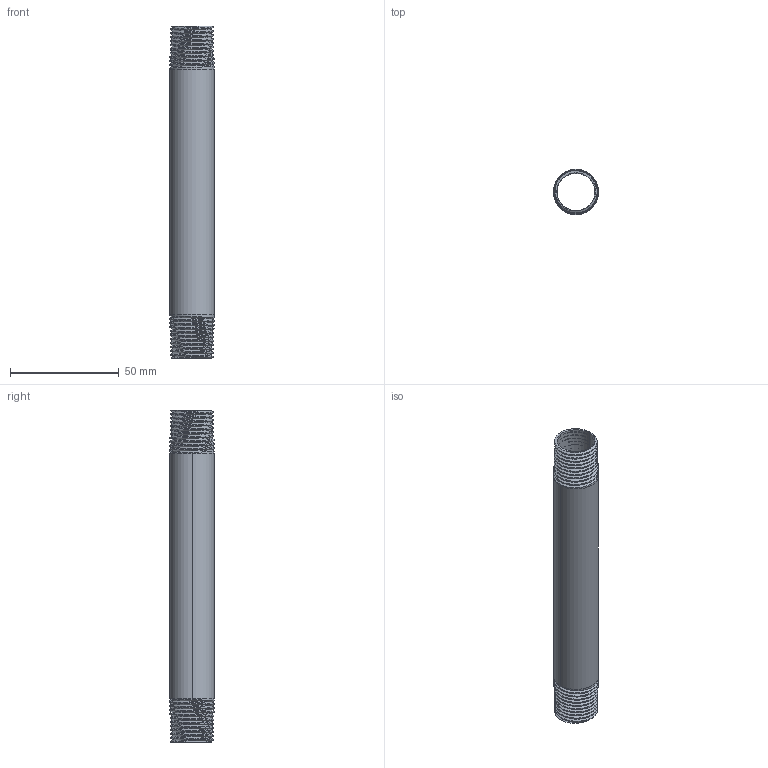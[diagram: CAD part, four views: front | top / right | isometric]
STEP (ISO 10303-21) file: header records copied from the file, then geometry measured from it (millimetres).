
FILE_DESCRIPTION((''),'2;1');
FILE_NAME('448_ASM','2010-12-15T',('project'),(''),'PRO/ENGINEER BY PARAMETRIC TECHNOLOGY CORPORATION, 2009300','PRO/ENGINEER BY PARAMETRIC TECHNOLOGY CORPORATION, 2009300','');
FILE_SCHEMA(('CONFIG_CONTROL_DESIGN'));
Length unit declared in the file: inch
Products named in the file (2): 50558-6; 448_ASM
Assembly tree (1 placements, depth 2):
  448_ASM
    50558-6
Bounding box: 20.65 x 20.65 x 152.4 mm (x, y, z)
Volume: 13329.9 mm3; surface area: 27788.7 mm2
Topology: 1 solids, 2 shells, 78 faces, 210 edges, 134 vertices
Faces by surface type: cone 44, bspline 24, cylinder 6, plane 4
Entity records: 7822 total; most frequent: CARTESIAN_POINT 6084, ORIENTED_EDGE 416, DIRECTION 228, EDGE_CURVE 210, VERTEX_POINT 134, B_SPLINE_CURVE_WITH_KNOTS 118, EDGE_LOOP 80, FACE_OUTER_BOUND 78
